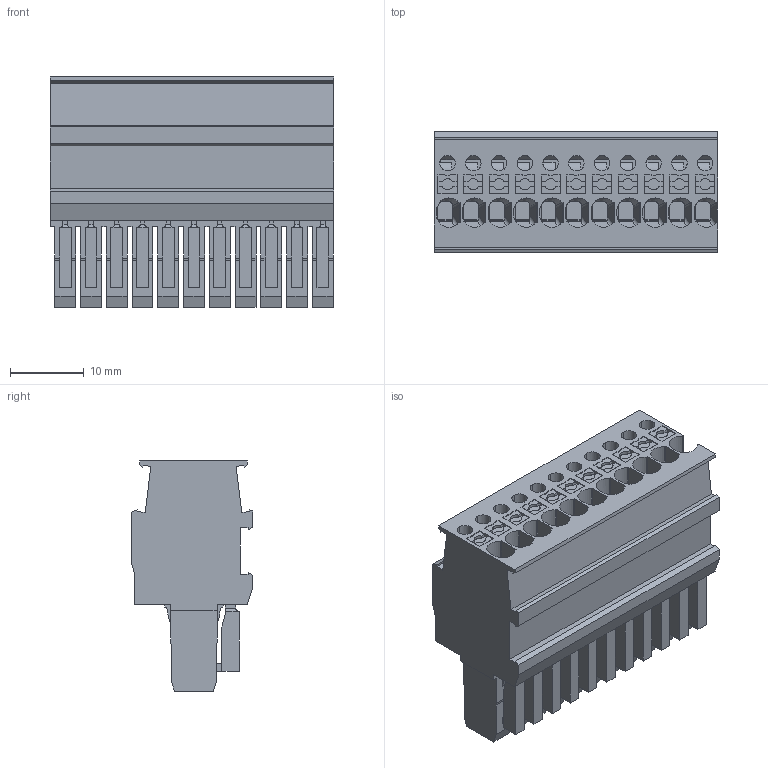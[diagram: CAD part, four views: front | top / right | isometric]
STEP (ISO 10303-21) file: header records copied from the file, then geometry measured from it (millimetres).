
FILE_DESCRIPTION(('Creo Elements/Direct Modeling STEP Export'),'2;1');
FILE_NAME('model.stp','2017-11-07T15:07:11',(''),(''),'Creo Elements/Direct Modeling STEP processor for AP214 (Solid Model)','Creo Elements/Direct Modeling 18.1I 14-Aug-2016 (C) Parametric Technology GmbH','');
FILE_SCHEMA(('AUTOMOTIVE_DESIGN { 1 0 10303 214 1 1 1 1 }'));
Products named in the file (2): PP_H_1.5_S_11-select
Assembly tree (1 placements, depth 2):
  PP_H_1.5_S_11-select
    PP_H_1.5_S_11-select
Bounding box: 38.5 x 16.5 x 31.3 mm (x, y, z)
Volume: 11558.6 mm3; surface area: 9912.1 mm2
Topology: 1 solids, 1 shells, 1607 faces, 4576 edges, 3014 vertices
Faces by surface type: plane 1211, cylinder 352, cone 22, extrusion 11, bspline 11
Entity records: 88222 total; most frequent: CARTESIAN_POINT 34719, ORIENTED_EDGE 9152, DIRECTION 7806, EDGE_CURVE 4576, VECTOR 3574, LINE 3563, VERTEX_POINT 3014, AXIS2_PLACEMENT_3D 2116
